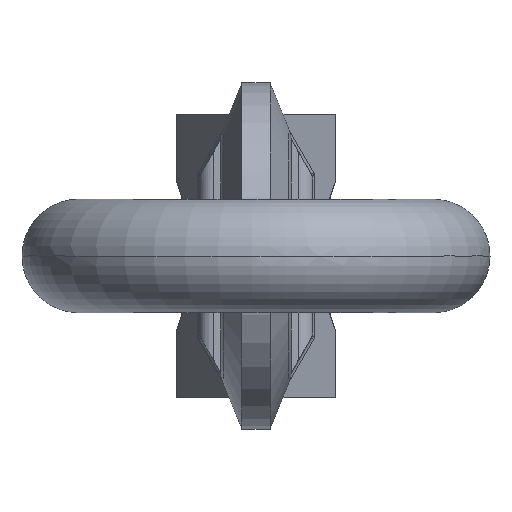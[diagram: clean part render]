
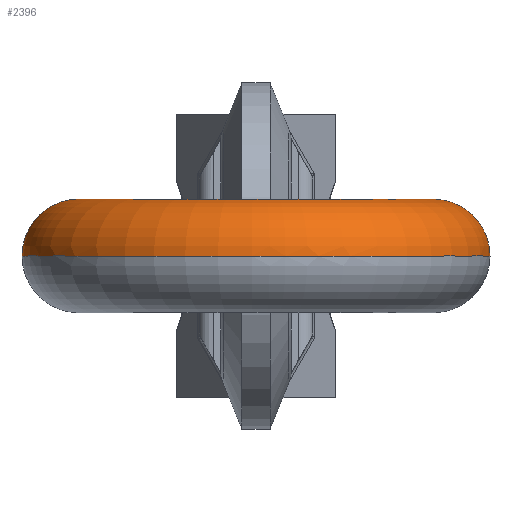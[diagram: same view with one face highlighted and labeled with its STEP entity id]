
A CAD part, left-side view. The second image highlights one B-rep face of the part: STEP entity #2396.
In plain terms, the highlighted toroidal (fillet/blend) face has major radius 25 mm and minor radius 8 mm.
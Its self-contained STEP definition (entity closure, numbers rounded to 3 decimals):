
#14=CARTESIAN_POINT('',(34.,25.,0.));
#15=DIRECTION('',(-1.,0.,0.));
#16=DIRECTION('',(0.,-1.,0.));
#17=AXIS2_PLACEMENT_3D('',#14,#15,#16);
#431=CARTESIAN_POINT('',(34.,-25.,0.));
#432=DIRECTION('',(-1.,0.,0.));
#433=DIRECTION('',(0.,-1.,0.));
#434=AXIS2_PLACEMENT_3D('',#431,#432,#433);
#444=CARTESIAN_POINT('',(34.,17.,0.));
#445=CARTESIAN_POINT('',(32.953,17.,0.));
#446=CARTESIAN_POINT('',(30.858,16.806,
0.));
#447=CARTESIAN_POINT('',(27.824,15.943,
0.));
#448=CARTESIAN_POINT('',(25.,14.536,
0.));
#449=CARTESIAN_POINT('',(22.482,12.635,
0.));
#450=CARTESIAN_POINT('',(20.356,10.303,
0.));
#451=CARTESIAN_POINT('',(18.695,7.621,
0.));
#452=CARTESIAN_POINT('',(17.556,4.679,
0.));
#453=CARTESIAN_POINT('',(16.976,1.578,
0.));
#454=CARTESIAN_POINT('',(16.976,-1.578,
0.));
#455=CARTESIAN_POINT('',(17.556,-4.679,
0.));
#456=CARTESIAN_POINT('',(18.695,-7.621,
0.));
#457=CARTESIAN_POINT('',(20.356,-10.303,
0.));
#458=CARTESIAN_POINT('',(22.482,-12.635,
0.));
#459=CARTESIAN_POINT('',(25.,-14.536,
0.));
#460=CARTESIAN_POINT('',(27.824,-15.943,
0.));
#461=CARTESIAN_POINT('',(30.858,-16.806,
0.));
#462=CARTESIAN_POINT('',(32.953,-17.,0.));
#463=CARTESIAN_POINT('',(34.,-17.,0.));
#465=CARTESIAN_POINT('',(34.,-33.,0.));
#466=CARTESIAN_POINT('',(32.272,-33.,0.));
#467=CARTESIAN_POINT('',(28.816,-32.728,
0.));
#468=CARTESIAN_POINT('',(23.76,-31.514,
0.));
#469=CARTESIAN_POINT('',(18.957,-29.524,
0.));
#470=CARTESIAN_POINT('',(14.523,-26.808,
0.));
#471=CARTESIAN_POINT('',(10.569,-23.431,0.));
#472=CARTESIAN_POINT('',(7.192,-19.477,0.));
#473=CARTESIAN_POINT('',(4.476,-15.043,0.));
#474=CARTESIAN_POINT('',(2.486,-10.24,0.));
#475=CARTESIAN_POINT('',(1.272,-5.184,0.));
#476=CARTESIAN_POINT('',(0.864,0.,0.));
#477=CARTESIAN_POINT('',(1.272,5.184,0.));
#478=CARTESIAN_POINT('',(2.486,10.24,0.));
#479=CARTESIAN_POINT('',(4.476,15.043,0.));
#480=CARTESIAN_POINT('',(7.192,19.477,0.));
#481=CARTESIAN_POINT('',(10.569,23.431,0.));
#482=CARTESIAN_POINT('',(14.523,26.808,
0.));
#483=CARTESIAN_POINT('',(18.957,29.524,0.));
#484=CARTESIAN_POINT('',(23.76,31.514,
0.));
#485=CARTESIAN_POINT('',(28.816,32.728,0.));
#486=CARTESIAN_POINT('',(32.272,33.,0.));
#487=CARTESIAN_POINT('',(34.,33.,0.));
#1851=CARTESIAN_POINT('',(34.,-17.,0.));
#1852=VERTEX_POINT('',#1851);
#1853=CARTESIAN_POINT('',(34.,-33.,0.));
#1854=VERTEX_POINT('',#1853);
#1855=VERTEX_POINT('',#444);
#1856=VERTEX_POINT('',#487);
#2383=CARTESIAN_POINT('',(34.,0.,0.));
#2384=DIRECTION('',(0.,0.,1.));
#2385=DIRECTION('',(0.,-1.,0.));
#2386=AXIS2_PLACEMENT_3D('',#2383,#2384,#2385);
#2387=TOROIDAL_SURFACE('',#2386,25.,8.);
#2388=ORIENTED_EDGE('',*,*,#2195,.F.);
#2390=ORIENTED_EDGE('',*,*,#2389,.T.);
#2391=ORIENTED_EDGE('',*,*,#2373,.F.);
#2393=ORIENTED_EDGE('',*,*,#2392,.T.);
#2394=EDGE_LOOP('',(#2388,#2390,#2391,#2393));
#2395=FACE_OUTER_BOUND('',#2394,.F.);
#2396=ADVANCED_FACE('',(#2395),#2387,.T.);
#18=CIRCLE('',#17,8.);
#435=CIRCLE('',#434,8.);
#464=B_SPLINE_CURVE_WITH_KNOTS('',3,(#444,#445,#446,#447,#448,#449,#450,#451,
#452,#453,#454,#455,#456,#457,#458,#459,#460,#461,#462,#463),.UNSPECIFIED.,.F.,
.F.,(4,1,1,1,1,1,1,1,1,1,1,1,1,1,1,1,1,4),(0.,0.059,
0.118,0.176,0.235,0.294,
0.353,0.412,0.471,0.529,
0.588,0.647,0.706,0.765,
0.824,0.882,0.941,1.),.UNSPECIFIED.);
#488=B_SPLINE_CURVE_WITH_KNOTS('',3,(#465,#466,#467,#468,#469,#470,#471,#472,
#473,#474,#475,#476,#477,#478,#479,#480,#481,#482,#483,#484,#485,#486,#487),
.UNSPECIFIED.,.F.,.F.,(4,1,1,1,1,1,1,1,1,1,1,1,1,1,1,1,1,1,1,1,4),(0.,0.05,
0.1,0.15,0.2,0.25,0.3,0.35,0.4,0.45,0.5,0.55,0.6,0.65,
0.7,0.75,0.8,0.85,0.9,0.95,1.),.UNSPECIFIED.);
#2195=EDGE_CURVE('',#1855,#1856,#18,.T.);
#2373=EDGE_CURVE('',#1854,#1852,#435,.T.);
#2389=EDGE_CURVE('',#1855,#1852,#464,.T.);
#2392=EDGE_CURVE('',#1854,#1856,#488,.T.);
